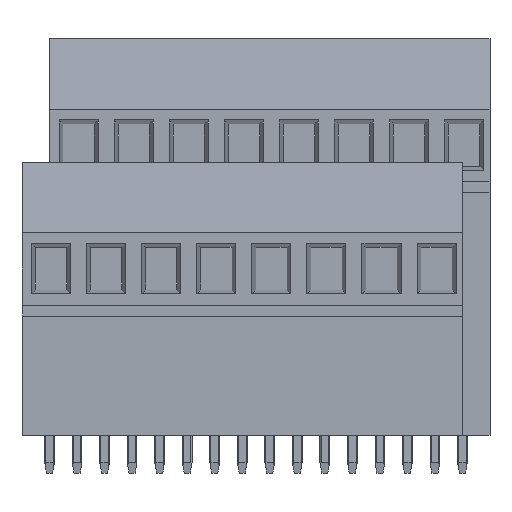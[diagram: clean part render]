
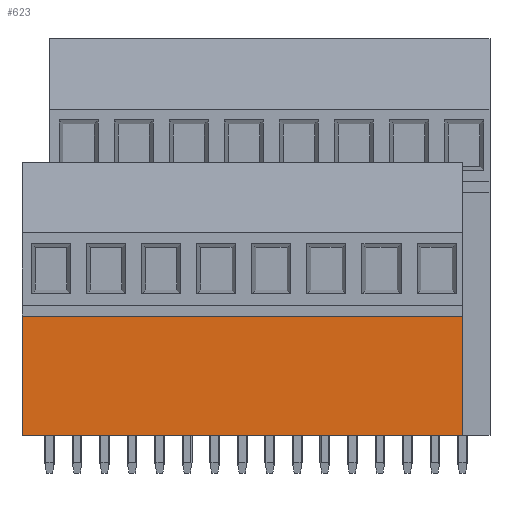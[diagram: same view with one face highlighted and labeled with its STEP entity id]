
A CAD part, front view. The second image highlights one B-rep face of the part: STEP entity #623.
In plain terms, the highlighted planar face has unit normal (0, -1, 0).
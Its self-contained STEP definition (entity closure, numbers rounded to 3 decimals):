
#603=AXIS2_PLACEMENT_3D('Plane Axis2P3D',#600,#601,#602) ;
#42=CARTESIAN_POINT('Vertex',(0.,0.,3.5)) ;
#45=CARTESIAN_POINT('Line Origine',(0.,0.,9.)) ;
#49=CARTESIAN_POINT('Vertex',(0.,0.,14.5)) ;
#528=CARTESIAN_POINT('Line Origine',(20.32,0.,3.5)) ;
#532=CARTESIAN_POINT('Vertex',(40.64,0.,3.5)) ;
#600=CARTESIAN_POINT('Axis2P3D Location',(0.,0.,14.5)) ;
#605=CARTESIAN_POINT('Line Origine',(20.32,0.,14.5)) ;
#609=CARTESIAN_POINT('Vertex',(40.64,0.,14.5)) ;
#612=CARTESIAN_POINT('Line Origine',(40.64,0.,9.)) ;
#46=DIRECTION('Vector Direction',(0.,0.,-1.)) ;
#529=DIRECTION('Vector Direction',(1.,0.,0.)) ;
#601=DIRECTION('Axis2P3D Direction',(0.,-1.,0.)) ;
#602=DIRECTION('Axis2P3D XDirection',(0.,0.,-1.)) ;
#606=DIRECTION('Vector Direction',(1.,0.,0.)) ;
#613=DIRECTION('Vector Direction',(0.,0.,1.)) ;
#47=VECTOR('Line Direction',#46,1.) ;
#530=VECTOR('Line Direction',#529,1.) ;
#607=VECTOR('Line Direction',#606,1.) ;
#614=VECTOR('Line Direction',#613,1.) ;
#618=ORIENTED_EDGE('',*,*,#611,.F.) ;
#619=ORIENTED_EDGE('',*,*,#51,.F.) ;
#620=ORIENTED_EDGE('',*,*,#534,.T.) ;
#621=ORIENTED_EDGE('',*,*,#616,.T.) ;
#623=ADVANCED_FACE('_LM2H 5.08/16/90 3.5SN OR BX 1769300000',(#622),#604,.T.) ;
#51=EDGE_CURVE('',#43,#50,#48,.F.) ;
#534=EDGE_CURVE('',#43,#533,#531,.T.) ;
#611=EDGE_CURVE('',#50,#610,#608,.T.) ;
#616=EDGE_CURVE('',#533,#610,#615,.T.) ;
#617=EDGE_LOOP('',(#618,#619,#620,#621)) ;
#622=FACE_OUTER_BOUND('',#617,.T.) ;
#48=LINE('Line',#45,#47) ;
#531=LINE('Line',#528,#530) ;
#608=LINE('Line',#605,#607) ;
#615=LINE('Line',#612,#614) ;
#604=PLANE('',#603) ;
#43=VERTEX_POINT('',#42) ;
#50=VERTEX_POINT('',#49) ;
#533=VERTEX_POINT('',#532) ;
#610=VERTEX_POINT('',#609) ;
